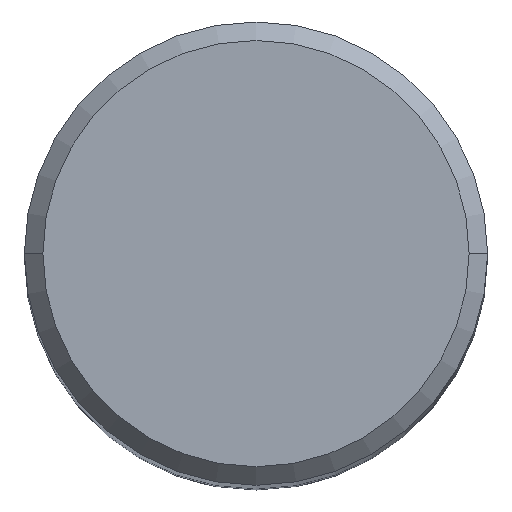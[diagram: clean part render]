
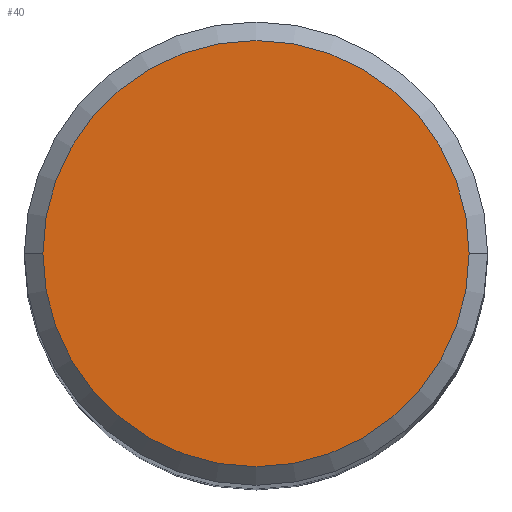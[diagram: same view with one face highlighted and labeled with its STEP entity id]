
A CAD part, top view. The second image highlights one B-rep face of the part: STEP entity #40.
In plain terms, the highlighted planar face has unit normal (0, 0, 1).
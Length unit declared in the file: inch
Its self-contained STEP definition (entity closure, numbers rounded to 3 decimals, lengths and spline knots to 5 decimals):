
#13 = AXIS2_PLACEMENT_3D ( 'NONE', #76, #187, #167 ) ;
#16 = DIRECTION ( 'NONE',  ( 1., 0., 0. ) ) ;
#30 = VERTEX_POINT ( 'NONE', #90 ) ;
#40 = ADVANCED_FACE ( 'NONE', ( #184 ), #113, .T. ) ;
#66 = EDGE_CURVE ( 'NONE', #30, #156, #307, .T. ) ;
#76 = CARTESIAN_POINT ( 'NONE',  ( 0., 0., 2.5 ) ) ;
#90 = CARTESIAN_POINT ( 'NONE',  ( 0.1725, 0., 2.5 ) ) ;
#113 = PLANE ( 'NONE',  #153 ) ;
#130 = ORIENTED_EDGE ( 'NONE', *, *, #316, .T. ) ;
#151 = ORIENTED_EDGE ( 'NONE', *, *, #66, .T. ) ;
#153 = AXIS2_PLACEMENT_3D ( 'NONE', #160, #315, #16 ) ;
#156 = VERTEX_POINT ( 'NONE', #237 ) ;
#160 = CARTESIAN_POINT ( 'NONE',  ( 0., 0., 2.5 ) ) ;
#167 = DIRECTION ( 'NONE',  ( 1., 0., 0. ) ) ;
#168 = AXIS2_PLACEMENT_3D ( 'NONE', #200, #196, #303 ) ;
#184 = FACE_OUTER_BOUND ( 'NONE', #220, .T. ) ;
#187 = DIRECTION ( 'NONE',  ( 0., 0., 1. ) ) ;
#196 = DIRECTION ( 'NONE',  ( 0., 0., 1. ) ) ;
#200 = CARTESIAN_POINT ( 'NONE',  ( 0., 0., 2.5 ) ) ;
#220 = EDGE_LOOP ( 'NONE', ( #130, #151 ) ) ;
#234 = CIRCLE ( 'NONE', #168, 0.1725 ) ;
#237 = CARTESIAN_POINT ( 'NONE',  ( -0.1725, 0., 2.5 ) ) ;
#303 = DIRECTION ( 'NONE',  ( 1., 0., 0. ) ) ;
#307 = CIRCLE ( 'NONE', #13, 0.1725 ) ;
#315 = DIRECTION ( 'NONE',  ( 0., 0., 1. ) ) ;
#316 = EDGE_CURVE ( 'NONE', #156, #30, #234, .T. ) ;
